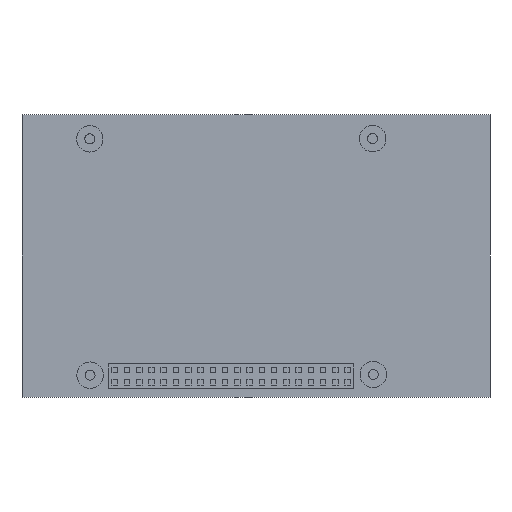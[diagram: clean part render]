
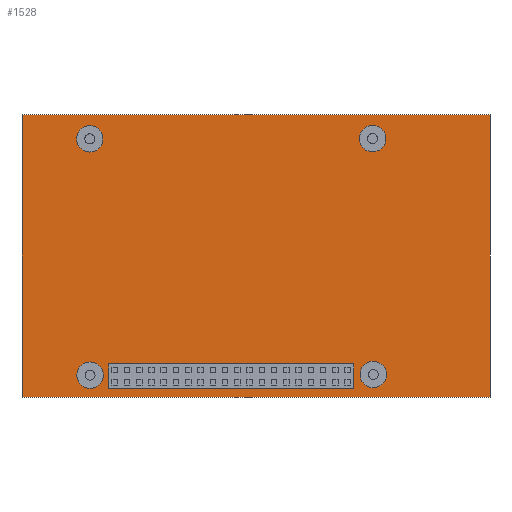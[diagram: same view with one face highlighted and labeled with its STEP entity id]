
A CAD part, front view. The second image highlights one B-rep face of the part: STEP entity #1528.
In plain terms, the highlighted planar face has unit normal (0, -1, 0).
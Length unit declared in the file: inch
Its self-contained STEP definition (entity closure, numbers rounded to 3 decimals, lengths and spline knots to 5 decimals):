
#8 = VERTEX_POINT ( 'NONE', #5720 ) ;
#64 = CARTESIAN_POINT ( 'NONE',  ( -1.35362, 0., -0.97263 ) ) ;
#108 = CARTESIAN_POINT ( 'NONE',  ( -1.35362, 0., -0.97263 ) ) ;
#144 = VECTOR ( 'NONE', #3410, 39.37008 ) ;
#157 = DIRECTION ( 'NONE',  ( 0., 0., -1. ) ) ;
#197 = VECTOR ( 'NONE', #4002, 39.37008 ) ;
#253 = CARTESIAN_POINT ( 'NONE',  ( -1.35362, 0., -0.86463 ) ) ;
#277 = EDGE_CURVE ( 'NONE', #3174, #2562, #3411, .T. ) ;
#341 = AXIS2_PLACEMENT_3D ( 'NONE', #108, #4361, #3833 ) ;
#376 = EDGE_CURVE ( 'NONE', #2085, #5403, #5092, .T. ) ;
#398 = VERTEX_POINT ( 'NONE', #2323 ) ;
#400 = ORIENTED_EDGE ( 'NONE', *, *, #3514, .F. ) ;
#413 = EDGE_CURVE ( 'NONE', #8, #4744, #3662, .T. ) ;
#428 = EDGE_CURVE ( 'NONE', #1964, #5050, #6607, .T. ) ;
#477 = VECTOR ( 'NONE', #6077, 39.37008 ) ;
#549 = CIRCLE ( 'NONE', #1659, 0.108 ) ;
#690 = DIRECTION ( 'NONE',  ( -1., 0., 0. ) ) ;
#809 = CARTESIAN_POINT ( 'NONE',  ( -1.90945, 0., 1.15157 ) ) ;
#981 = AXIS2_PLACEMENT_3D ( 'NONE', #5710, #6289, #3062 ) ;
#1028 = VERTEX_POINT ( 'NONE', #2924 ) ;
#1098 = ORIENTED_EDGE ( 'NONE', *, *, #6972, .F. ) ;
#1136 = AXIS2_PLACEMENT_3D ( 'NONE', #2428, #6633, #157 ) ;
#1202 = VERTEX_POINT ( 'NONE', #6044 ) ;
#1247 = CARTESIAN_POINT ( 'NONE',  ( -1.20276, 0., -1.08071 ) ) ;
#1288 = VECTOR ( 'NONE', #5203, 39.37008 ) ;
#1353 = ORIENTED_EDGE ( 'NONE', *, *, #428, .F. ) ;
#1426 = ORIENTED_EDGE ( 'NONE', *, *, #4301, .T. ) ;
#1433 = CARTESIAN_POINT ( 'NONE',  ( -1.20276, 0., -0.88071 ) ) ;
#1436 = CIRCLE ( 'NONE', #5629, 0.108 ) ;
#1520 = VECTOR ( 'NONE', #690, 39.37008 ) ;
#1528 = ADVANCED_FACE ( 'NONE', ( #4835, #5171, #5079, #3058, #6521, #5758 ), #4721, .T. ) ;
#1545 = LINE ( 'NONE', #1433, #1288 ) ;
#1552 = DIRECTION ( 'NONE',  ( 0., -1., 0. ) ) ;
#1586 = AXIS2_PLACEMENT_3D ( 'NONE', #5342, #2624, #4820 ) ;
#1592 = EDGE_CURVE ( 'NONE', #5050, #1964, #1720, .T. ) ;
#1659 = AXIS2_PLACEMENT_3D ( 'NONE', #4314, #1552, #4243 ) ;
#1678 = CARTESIAN_POINT ( 'NONE',  ( 0.95122, 0., 1.06637 ) ) ;
#1720 = CIRCLE ( 'NONE', #1586, 0.108 ) ;
#1737 = CIRCLE ( 'NONE', #981, 0.108 ) ;
#1748 = DIRECTION ( 'NONE',  ( 0., 0., -1. ) ) ;
#1788 = LINE ( 'NONE', #809, #4478 ) ;
#1803 = CARTESIAN_POINT ( 'NONE',  ( 0.79724, 0., -0.88071 ) ) ;
#1964 = VERTEX_POINT ( 'NONE', #6200 ) ;
#1967 = CARTESIAN_POINT ( 'NONE',  ( -1.35362, 0., -1.08063 ) ) ;
#2055 = CARTESIAN_POINT ( 'NONE',  ( 1.90945, 0., -1.15157 ) ) ;
#2085 = VERTEX_POINT ( 'NONE', #3660 ) ;
#2191 = LINE ( 'NONE', #1247, #1520 ) ;
#2323 = CARTESIAN_POINT ( 'NONE',  ( 0.95122, 0., 0.85037 ) ) ;
#2349 = CARTESIAN_POINT ( 'NONE',  ( 1.90945, 0., 1.15157 ) ) ;
#2360 = ORIENTED_EDGE ( 'NONE', *, *, #2918, .T. ) ;
#2376 = EDGE_LOOP ( 'NONE', ( #3694, #4063 ) ) ;
#2428 = CARTESIAN_POINT ( 'NONE',  ( -1.35649, 0., 0.95593 ) ) ;
#2519 = DIRECTION ( 'NONE',  ( 0., -1., 0. ) ) ;
#2562 = VERTEX_POINT ( 'NONE', #1967 ) ;
#2564 = ORIENTED_EDGE ( 'NONE', *, *, #4477, .F. ) ;
#2565 = AXIS2_PLACEMENT_3D ( 'NONE', #4621, #2519, #6298 ) ;
#2624 = DIRECTION ( 'NONE',  ( 0., -1., 0. ) ) ;
#2644 = DIRECTION ( 'NONE',  ( 1., 0., 0. ) ) ;
#2682 = DIRECTION ( 'NONE',  ( 0., -1., 0. ) ) ;
#2888 = EDGE_LOOP ( 'NONE', ( #6454, #400 ) ) ;
#2918 = EDGE_CURVE ( 'NONE', #3915, #8, #2191, .T. ) ;
#2924 = CARTESIAN_POINT ( 'NONE',  ( 0.79724, 0., -0.88071 ) ) ;
#2938 = DIRECTION ( 'NONE',  ( 0., 0., 1. ) ) ;
#2967 = ORIENTED_EDGE ( 'NONE', *, *, #6754, .F. ) ;
#3023 = AXIS2_PLACEMENT_3D ( 'NONE', #4493, #3520, #1748 ) ;
#3058 = FACE_BOUND ( 'NONE', #4651, .T. ) ;
#3062 = DIRECTION ( 'NONE',  ( 0., 0., -1. ) ) ;
#3084 = CARTESIAN_POINT ( 'NONE',  ( 0.95122, 0., 0.95837 ) ) ;
#3154 = DIRECTION ( 'NONE',  ( 0., 0., -1. ) ) ;
#3174 = VERTEX_POINT ( 'NONE', #253 ) ;
#3321 = CARTESIAN_POINT ( 'NONE',  ( -1.35649, 0., 0.84793 ) ) ;
#3350 = VERTEX_POINT ( 'NONE', #5812 ) ;
#3384 = CARTESIAN_POINT ( 'NONE',  ( -1.20276, 0., -0.88071 ) ) ;
#3410 = DIRECTION ( 'NONE',  ( 0., 0., 1. ) ) ;
#3411 = CIRCLE ( 'NONE', #4392, 0.108 ) ;
#3514 = EDGE_CURVE ( 'NONE', #2562, #3174, #4689, .T. ) ;
#3520 = DIRECTION ( 'NONE',  ( 0., -1., 0. ) ) ;
#3551 = LINE ( 'NONE', #4181, #4639 ) ;
#3660 = CARTESIAN_POINT ( 'NONE',  ( -1.35649, 0., 1.06393 ) ) ;
#3662 = LINE ( 'NONE', #3384, #144 ) ;
#3694 = ORIENTED_EDGE ( 'NONE', *, *, #376, .F. ) ;
#3833 = DIRECTION ( 'NONE',  ( 0., 0., -1. ) ) ;
#3915 = VERTEX_POINT ( 'NONE', #6239 ) ;
#3931 = ORIENTED_EDGE ( 'NONE', *, *, #1592, .F. ) ;
#4002 = DIRECTION ( 'NONE',  ( 0., 0., -1. ) ) ;
#4063 = ORIENTED_EDGE ( 'NONE', *, *, #5247, .F. ) ;
#4074 = EDGE_CURVE ( 'NONE', #5904, #3350, #5774, .T. ) ;
#4181 = CARTESIAN_POINT ( 'NONE',  ( -1.90945, 0., -1.15157 ) ) ;
#4243 = DIRECTION ( 'NONE',  ( 0., 0., -1. ) ) ;
#4301 = EDGE_CURVE ( 'NONE', #1028, #3915, #6779, .T. ) ;
#4314 = CARTESIAN_POINT ( 'NONE',  ( -1.35649, 0., 0.95593 ) ) ;
#4361 = DIRECTION ( 'NONE',  ( 0., -1., 0. ) ) ;
#4392 = AXIS2_PLACEMENT_3D ( 'NONE', #64, #2682, #5401 ) ;
#4477 = EDGE_CURVE ( 'NONE', #5450, #398, #1737, .T. ) ;
#4478 = VECTOR ( 'NONE', #2938, 39.37008 ) ;
#4493 = CARTESIAN_POINT ( 'NONE',  ( 0.95708, 0., -0.96679 ) ) ;
#4528 = VERTEX_POINT ( 'NONE', #2055 ) ;
#4621 = CARTESIAN_POINT ( 'NONE',  ( 0., 0., 0. ) ) ;
#4639 = VECTOR ( 'NONE', #6273, 39.37008 ) ;
#4651 = EDGE_LOOP ( 'NONE', ( #1353, #3931 ) ) ;
#4689 = CIRCLE ( 'NONE', #341, 0.108 ) ;
#4721 = PLANE ( 'NONE',  #2565 ) ;
#4744 = VERTEX_POINT ( 'NONE', #4933 ) ;
#4820 = DIRECTION ( 'NONE',  ( 0., 0., -1. ) ) ;
#4835 = FACE_BOUND ( 'NONE', #6051, .T. ) ;
#4846 = ORIENTED_EDGE ( 'NONE', *, *, #4074, .F. ) ;
#4930 = ORIENTED_EDGE ( 'NONE', *, *, #5163, .T. ) ;
#4933 = CARTESIAN_POINT ( 'NONE',  ( -1.20276, 0., -0.88071 ) ) ;
#5050 = VERTEX_POINT ( 'NONE', #6802 ) ;
#5079 = FACE_BOUND ( 'NONE', #2888, .T. ) ;
#5092 = CIRCLE ( 'NONE', #1136, 0.108 ) ;
#5163 = EDGE_CURVE ( 'NONE', #4744, #1028, #1545, .T. ) ;
#5171 = FACE_BOUND ( 'NONE', #2376, .T. ) ;
#5203 = DIRECTION ( 'NONE',  ( 1., 0., 0. ) ) ;
#5247 = EDGE_CURVE ( 'NONE', #5403, #2085, #549, .T. ) ;
#5334 = CARTESIAN_POINT ( 'NONE',  ( -1.90945, 0., 1.15157 ) ) ;
#5342 = CARTESIAN_POINT ( 'NONE',  ( 0.95708, 0., -0.96679 ) ) ;
#5401 = DIRECTION ( 'NONE',  ( 0., 0., -1. ) ) ;
#5403 = VERTEX_POINT ( 'NONE', #3321 ) ;
#5450 = VERTEX_POINT ( 'NONE', #1678 ) ;
#5483 = ORIENTED_EDGE ( 'NONE', *, *, #6671, .F. ) ;
#5581 = EDGE_CURVE ( 'NONE', #4528, #1202, #3551, .T. ) ;
#5603 = VECTOR ( 'NONE', #2644, 39.37008 ) ;
#5629 = AXIS2_PLACEMENT_3D ( 'NONE', #3084, #6850, #3154 ) ;
#5710 = CARTESIAN_POINT ( 'NONE',  ( 0.95122, 0., 0.95837 ) ) ;
#5720 = CARTESIAN_POINT ( 'NONE',  ( -1.20276, 0., -1.08071 ) ) ;
#5758 = FACE_OUTER_BOUND ( 'NONE', #6628, .T. ) ;
#5774 = LINE ( 'NONE', #5334, #5603 ) ;
#5812 = CARTESIAN_POINT ( 'NONE',  ( 1.90945, 0., 1.15157 ) ) ;
#5823 = LINE ( 'NONE', #2349, #197 ) ;
#5897 = ORIENTED_EDGE ( 'NONE', *, *, #413, .T. ) ;
#5904 = VERTEX_POINT ( 'NONE', #5997 ) ;
#5997 = CARTESIAN_POINT ( 'NONE',  ( -1.90945, 0., 1.15157 ) ) ;
#6044 = CARTESIAN_POINT ( 'NONE',  ( -1.90945, 0., -1.15157 ) ) ;
#6051 = EDGE_LOOP ( 'NONE', ( #2564, #1098 ) ) ;
#6071 = EDGE_LOOP ( 'NONE', ( #5897, #4930, #1426, #2360 ) ) ;
#6077 = DIRECTION ( 'NONE',  ( 0., 0., -1. ) ) ;
#6200 = CARTESIAN_POINT ( 'NONE',  ( 0.95708, 0., -0.85879 ) ) ;
#6239 = CARTESIAN_POINT ( 'NONE',  ( 0.79724, 0., -1.08071 ) ) ;
#6273 = DIRECTION ( 'NONE',  ( -1., 0., 0. ) ) ;
#6289 = DIRECTION ( 'NONE',  ( 0., -1., 0. ) ) ;
#6298 = DIRECTION ( 'NONE',  ( 0., 0., -1. ) ) ;
#6454 = ORIENTED_EDGE ( 'NONE', *, *, #277, .F. ) ;
#6521 = FACE_BOUND ( 'NONE', #6071, .T. ) ;
#6563 = ORIENTED_EDGE ( 'NONE', *, *, #5581, .F. ) ;
#6607 = CIRCLE ( 'NONE', #3023, 0.108 ) ;
#6628 = EDGE_LOOP ( 'NONE', ( #5483, #4846, #2967, #6563 ) ) ;
#6633 = DIRECTION ( 'NONE',  ( 0., -1., 0. ) ) ;
#6671 = EDGE_CURVE ( 'NONE', #3350, #4528, #5823, .T. ) ;
#6754 = EDGE_CURVE ( 'NONE', #1202, #5904, #1788, .T. ) ;
#6779 = LINE ( 'NONE', #1803, #477 ) ;
#6802 = CARTESIAN_POINT ( 'NONE',  ( 0.95708, 0., -1.07479 ) ) ;
#6850 = DIRECTION ( 'NONE',  ( 0., -1., 0. ) ) ;
#6972 = EDGE_CURVE ( 'NONE', #398, #5450, #1436, .T. ) ;
